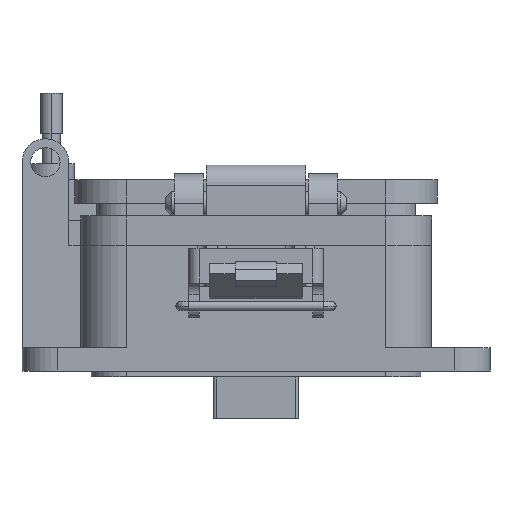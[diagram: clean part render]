
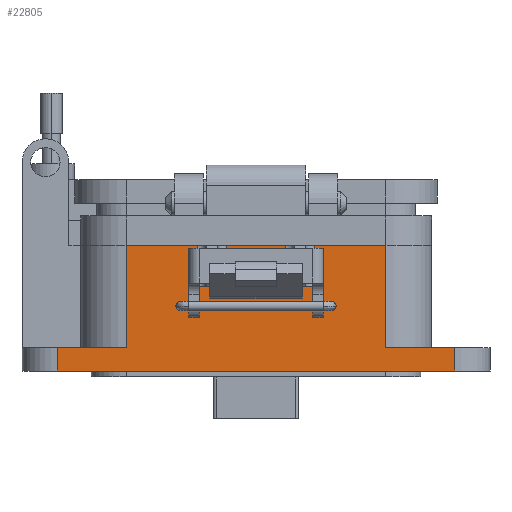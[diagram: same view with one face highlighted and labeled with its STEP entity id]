
A CAD part, front view. The second image highlights one B-rep face of the part: STEP entity #22805.
In plain terms, the highlighted planar face has unit normal (0, -1, 0).
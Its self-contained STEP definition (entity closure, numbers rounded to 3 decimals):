
#292 = VERTEX_POINT ( 'NONE', #29935 ) ;
#902 = DIRECTION ( 'NONE',  ( 0., 0., -1. ) ) ;
#1224 = CARTESIAN_POINT ( 'NONE',  ( 10.071, -15.056, -28.704 ) ) ;
#1404 = CARTESIAN_POINT ( 'NONE',  ( 10.071, -15.056, -28.704 ) ) ;
#1489 = DIRECTION ( 'NONE',  ( -1., 0., 0. ) ) ;
#1490 = EDGE_CURVE ( 'NONE', #37548, #22882, #30551, .T. ) ;
#1719 = LINE ( 'NONE', #45276, #20106 ) ;
#1849 = DIRECTION ( 'NONE',  ( -1., 0., 0. ) ) ;
#2195 = DIRECTION ( 'NONE',  ( -1., 0., 0. ) ) ;
#2903 = ORIENTED_EDGE ( 'NONE', *, *, #1490, .T. ) ;
#3824 = VECTOR ( 'NONE', #45353, 1000. ) ;
#4184 = EDGE_CURVE ( 'NONE', #15490, #17607, #36656, .T. ) ;
#4205 = ORIENTED_EDGE ( 'NONE', *, *, #43053, .T. ) ;
#4545 = VECTOR ( 'NONE', #35094, 1000. ) ;
#4965 = LINE ( 'NONE', #1404, #3824 ) ;
#5104 = EDGE_CURVE ( 'NONE', #41595, #7327, #44548, .T. ) ;
#5246 = CARTESIAN_POINT ( 'NONE',  ( -10.071, -15.056, -21.654 ) ) ;
#5791 = LINE ( 'NONE', #31088, #13219 ) ;
#6679 = AXIS2_PLACEMENT_3D ( 'NONE', #37795, #15849, #41490 ) ;
#6740 = DIRECTION ( 'NONE',  ( -1., 0., 0. ) ) ;
#7327 = VERTEX_POINT ( 'NONE', #23791 ) ;
#7667 = VERTEX_POINT ( 'NONE', #22830 ) ;
#7819 = EDGE_CURVE ( 'NONE', #7327, #43117, #12033, .T. ) ;
#7868 = ORIENTED_EDGE ( 'NONE', *, *, #44481, .F. ) ;
#8708 = LINE ( 'NONE', #22854, #36854 ) ;
#9133 = DIRECTION ( 'NONE',  ( 0., 0., 1. ) ) ;
#9842 = VECTOR ( 'NONE', #6740, 1000. ) ;
#10679 = VERTEX_POINT ( 'NONE', #22249 ) ;
#11007 = DIRECTION ( 'NONE',  ( -1., 0., 0. ) ) ;
#11592 = EDGE_CURVE ( 'NONE', #30772, #12881, #4965, .T. ) ;
#12033 = LINE ( 'NONE', #23594, #31546 ) ;
#12312 = ORIENTED_EDGE ( 'NONE', *, *, #7819, .T. ) ;
#12585 = DIRECTION ( 'NONE',  ( 0., 0., -1. ) ) ;
#12881 = VERTEX_POINT ( 'NONE', #24508 ) ;
#13219 = VECTOR ( 'NONE', #9133, 1000. ) ;
#13370 = VECTOR ( 'NONE', #17946, 1000. ) ;
#13668 = EDGE_CURVE ( 'NONE', #292, #37548, #8708, .T. ) ;
#14128 = VERTEX_POINT ( 'NONE', #30971 ) ;
#14198 = CARTESIAN_POINT ( 'NONE',  ( -34.243, -15.056, -21.654 ) ) ;
#15046 = CARTESIAN_POINT ( 'NONE',  ( 34.243, -15.056, -43.307 ) ) ;
#15308 = VECTOR ( 'NONE', #46311, 1000. ) ;
#15490 = VERTEX_POINT ( 'NONE', #29402 ) ;
#15583 = CARTESIAN_POINT ( 'NONE',  ( 34.243, -15.056, -39.279 ) ) ;
#15698 = PLANE ( 'NONE',  #6679 ) ;
#15849 = DIRECTION ( 'NONE',  ( 0., -1., 0. ) ) ;
#15985 = ORIENTED_EDGE ( 'NONE', *, *, #13668, .T. ) ;
#16193 = CARTESIAN_POINT ( 'NONE',  ( -10.071, -15.056, -21.654 ) ) ;
#16415 = VECTOR ( 'NONE', #1849, 1000. ) ;
#16423 = EDGE_CURVE ( 'NONE', #43117, #15490, #43814, .T. ) ;
#16631 = LINE ( 'NONE', #16821, #34958 ) ;
#16821 = CARTESIAN_POINT ( 'NONE',  ( 10.071, -15.056, -39.279 ) ) ;
#17607 = VERTEX_POINT ( 'NONE', #15046 ) ;
#17946 = DIRECTION ( 'NONE',  ( 0., 0., -1. ) ) ;
#19197 = ORIENTED_EDGE ( 'NONE', *, *, #5104, .T. ) ;
#19201 = FACE_OUTER_BOUND ( 'NONE', #28296, .T. ) ;
#19221 = CARTESIAN_POINT ( 'NONE',  ( 34.243, -15.056, -43.307 ) ) ;
#20106 = VECTOR ( 'NONE', #23294, 1000. ) ;
#20147 = CARTESIAN_POINT ( 'NONE',  ( 10.071, -15.056, -21.654 ) ) ;
#20822 = VERTEX_POINT ( 'NONE', #15583 ) ;
#21628 = LINE ( 'NONE', #19221, #31331 ) ;
#22249 = CARTESIAN_POINT ( 'NONE',  ( 10.071, -15.056, -21.654 ) ) ;
#22278 = VECTOR ( 'NONE', #11007, 1000. ) ;
#22737 = CARTESIAN_POINT ( 'NONE',  ( -10.071, -15.056, -28.704 ) ) ;
#22805 = ADVANCED_FACE ( 'NONE', ( #19201 ), #15698, .T. ) ;
#22830 = CARTESIAN_POINT ( 'NONE',  ( -5.036, -15.056, -21.654 ) ) ;
#22854 = CARTESIAN_POINT ( 'NONE',  ( 10.071, -15.056, -28.704 ) ) ;
#22882 = VERTEX_POINT ( 'NONE', #5246 ) ;
#23294 = DIRECTION ( 'NONE',  ( 0., 0., -1. ) ) ;
#23594 = CARTESIAN_POINT ( 'NONE',  ( 10.071, -15.056, -39.279 ) ) ;
#23791 = CARTESIAN_POINT ( 'NONE',  ( -22.358, -15.056, -39.279 ) ) ;
#24021 = LINE ( 'NONE', #31361, #4545 ) ;
#24195 = EDGE_CURVE ( 'NONE', #30142, #7667, #39142, .T. ) ;
#24508 = CARTESIAN_POINT ( 'NONE',  ( 5.036, -15.056, -28.704 ) ) ;
#25150 = EDGE_CURVE ( 'NONE', #7667, #292, #1719, .T. ) ;
#25298 = LINE ( 'NONE', #38271, #35082 ) ;
#25482 = CARTESIAN_POINT ( 'NONE',  ( 5.036, -15.056, -21.654 ) ) ;
#25517 = ORIENTED_EDGE ( 'NONE', *, *, #27979, .T. ) ;
#26844 = VECTOR ( 'NONE', #46597, 1000. ) ;
#27979 = EDGE_CURVE ( 'NONE', #30732, #10679, #46866, .T. ) ;
#28296 = EDGE_LOOP ( 'NONE', ( #25517, #36580, #43824, #45979, #31749, #46752, #15985, #2903, #31467, #19197, #12312, #40219, #45203, #7868, #44560, #4205 ) ) ;
#28689 = CARTESIAN_POINT ( 'NONE',  ( 10.071, -15.056, -21.654 ) ) ;
#29402 = CARTESIAN_POINT ( 'NONE',  ( -34.243, -15.056, -43.307 ) ) ;
#29408 = VECTOR ( 'NONE', #38827, 1000. ) ;
#29935 = CARTESIAN_POINT ( 'NONE',  ( -5.036, -15.056, -28.704 ) ) ;
#30142 = VERTEX_POINT ( 'NONE', #25482 ) ;
#30551 = LINE ( 'NONE', #16193, #29408 ) ;
#30732 = VERTEX_POINT ( 'NONE', #32966 ) ;
#30772 = VERTEX_POINT ( 'NONE', #1224 ) ;
#30971 = CARTESIAN_POINT ( 'NONE',  ( 22.358, -15.056, -39.279 ) ) ;
#31088 = CARTESIAN_POINT ( 'NONE',  ( 22.358, -15.056, -21.654 ) ) ;
#31331 = VECTOR ( 'NONE', #902, 1000. ) ;
#31361 = CARTESIAN_POINT ( 'NONE',  ( 5.036, -15.056, -21.654 ) ) ;
#31467 = ORIENTED_EDGE ( 'NONE', *, *, #33976, .T. ) ;
#31546 = VECTOR ( 'NONE', #1489, 1000. ) ;
#31749 = ORIENTED_EDGE ( 'NONE', *, *, #24195, .T. ) ;
#32821 = EDGE_CURVE ( 'NONE', #10679, #30772, #25298, .T. ) ;
#32966 = CARTESIAN_POINT ( 'NONE',  ( 22.358, -15.056, -21.654 ) ) ;
#33976 = EDGE_CURVE ( 'NONE', #22882, #41595, #41798, .T. ) ;
#34250 = EDGE_CURVE ( 'NONE', #20822, #14128, #16631, .T. ) ;
#34958 = VECTOR ( 'NONE', #2195, 1000. ) ;
#35082 = VECTOR ( 'NONE', #12585, 1000. ) ;
#35094 = DIRECTION ( 'NONE',  ( 0., 0., 1. ) ) ;
#36580 = ORIENTED_EDGE ( 'NONE', *, *, #32821, .T. ) ;
#36656 = LINE ( 'NONE', #39177, #26844 ) ;
#36707 = CARTESIAN_POINT ( 'NONE',  ( 10.071, -15.056, -21.654 ) ) ;
#36854 = VECTOR ( 'NONE', #41155, 1000. ) ;
#37548 = VERTEX_POINT ( 'NONE', #22737 ) ;
#37795 = CARTESIAN_POINT ( 'NONE',  ( 10.071, -15.056, -21.654 ) ) ;
#38271 = CARTESIAN_POINT ( 'NONE',  ( 10.071, -15.056, -21.654 ) ) ;
#38827 = DIRECTION ( 'NONE',  ( 0., 0., 1. ) ) ;
#39142 = LINE ( 'NONE', #28689, #9842 ) ;
#39177 = CARTESIAN_POINT ( 'NONE',  ( 0., -15.056, -43.307 ) ) ;
#40219 = ORIENTED_EDGE ( 'NONE', *, *, #16423, .T. ) ;
#41155 = DIRECTION ( 'NONE',  ( -1., 0., 0. ) ) ;
#41490 = DIRECTION ( 'NONE',  ( 1., 0., 0. ) ) ;
#41595 = VERTEX_POINT ( 'NONE', #43173 ) ;
#41798 = LINE ( 'NONE', #36707, #22278 ) ;
#41878 = CARTESIAN_POINT ( 'NONE',  ( -34.243, -15.056, -39.279 ) ) ;
#42588 = CARTESIAN_POINT ( 'NONE',  ( -22.358, -15.056, -21.654 ) ) ;
#43053 = EDGE_CURVE ( 'NONE', #14128, #30732, #5791, .T. ) ;
#43117 = VERTEX_POINT ( 'NONE', #41878 ) ;
#43173 = CARTESIAN_POINT ( 'NONE',  ( -22.358, -15.056, -21.654 ) ) ;
#43537 = EDGE_CURVE ( 'NONE', #12881, #30142, #24021, .T. ) ;
#43814 = LINE ( 'NONE', #14198, #13370 ) ;
#43824 = ORIENTED_EDGE ( 'NONE', *, *, #11592, .T. ) ;
#44481 = EDGE_CURVE ( 'NONE', #20822, #17607, #21628, .T. ) ;
#44548 = LINE ( 'NONE', #42588, #15308 ) ;
#44560 = ORIENTED_EDGE ( 'NONE', *, *, #34250, .T. ) ;
#45203 = ORIENTED_EDGE ( 'NONE', *, *, #4184, .T. ) ;
#45276 = CARTESIAN_POINT ( 'NONE',  ( -5.036, -15.056, -21.654 ) ) ;
#45353 = DIRECTION ( 'NONE',  ( -1., 0., 0. ) ) ;
#45979 = ORIENTED_EDGE ( 'NONE', *, *, #43537, .T. ) ;
#46311 = DIRECTION ( 'NONE',  ( 0., 0., -1. ) ) ;
#46597 = DIRECTION ( 'NONE',  ( 1., 0., 0. ) ) ;
#46752 = ORIENTED_EDGE ( 'NONE', *, *, #25150, .T. ) ;
#46866 = LINE ( 'NONE', #20147, #16415 ) ;
